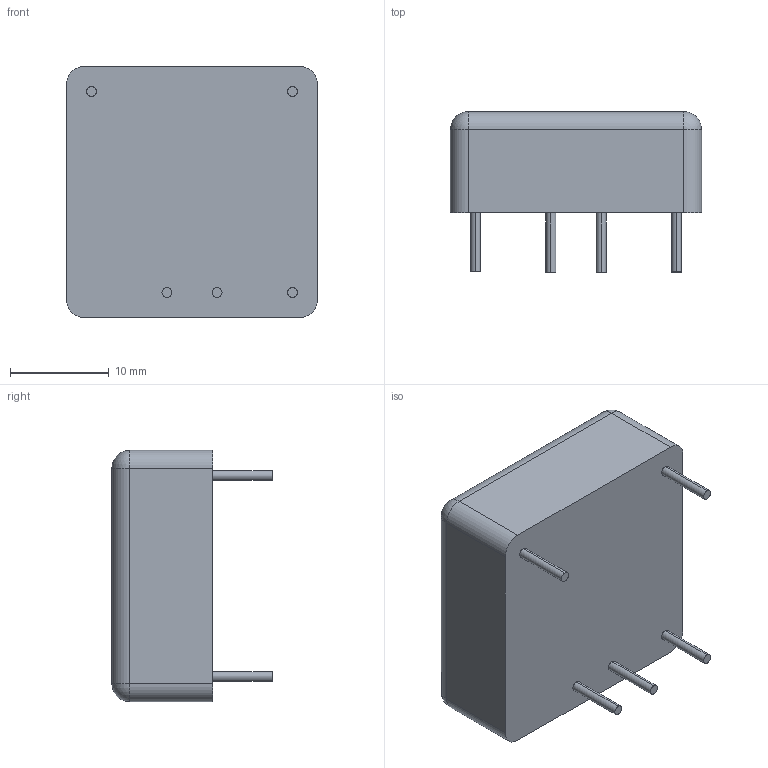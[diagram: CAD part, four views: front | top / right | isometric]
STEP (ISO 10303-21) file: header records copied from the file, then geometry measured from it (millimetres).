
FILE_DESCRIPTION (( 'STEP AP214' ), '1' );
FILE_NAME ('thl10wi-single_3d-drawing.STEP', '2024-06-13T15:58:20', ( '' ), ( '' ), 'SwSTEP 2.0', 'SolidWorks 2021', '' );
FILE_SCHEMA (( 'AUTOMOTIVE_DESIGN' ));
Length unit declared in the file: millimetre
Products named in the file (1): thl10wi-single_3d-drawing
Bounding box: 25.4 x 16.2 x 25.4 mm (x, y, z)
Volume: 6509.1 mm3; surface area: 2306.3 mm2
Topology: 1 solids, 1 shells, 33 faces, 70 edges, 40 vertices
Faces by surface type: cylinder 18, plane 11, sphere 4
Entity records: 1059 total; most frequent: DIRECTION 170, CARTESIAN_POINT 140, ORIENTED_EDGE 132, AXIS2_PLACEMENT_3D 70, EDGE_CURVE 66, VERTEX_POINT 40, EDGE_LOOP 38, CIRCLE 36
